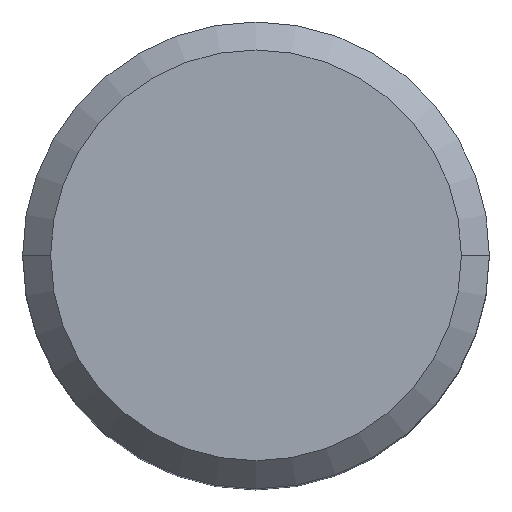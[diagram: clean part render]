
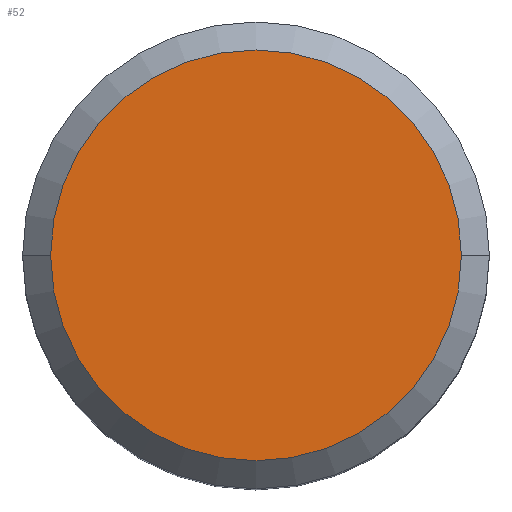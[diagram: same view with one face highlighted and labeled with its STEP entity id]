
A CAD part, top view. The second image highlights one B-rep face of the part: STEP entity #52.
In plain terms, the highlighted planar face has unit normal (0, 0, 1).
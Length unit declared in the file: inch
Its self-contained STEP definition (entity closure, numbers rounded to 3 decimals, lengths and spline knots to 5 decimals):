
#26 = DIRECTION ( 'NONE',  ( 1., 0., 0. ) ) ;
#30 = AXIS2_PLACEMENT_3D ( 'NONE', #191, #206, #459 ) ;
#33 = ORIENTED_EDGE ( 'NONE', *, *, #146, .T. ) ;
#36 = CARTESIAN_POINT ( 'NONE',  ( -0.11, 0., 0. ) ) ;
#52 = ADVANCED_FACE ( 'NONE', ( #202 ), #276, .F. ) ;
#58 = DIRECTION ( 'NONE',  ( 0., 0., 1. ) ) ;
#68 = ORIENTED_EDGE ( 'NONE', *, *, #170, .T. ) ;
#95 = AXIS2_PLACEMENT_3D ( 'NONE', #336, #58, #26 ) ;
#136 = DIRECTION ( 'NONE',  ( 0., 0., 1. ) ) ;
#143 = VERTEX_POINT ( 'NONE', #438 ) ;
#146 = EDGE_CURVE ( 'NONE', #205, #143, #352, .T. ) ;
#162 = AXIS2_PLACEMENT_3D ( 'NONE', #280, #136, #326 ) ;
#170 = EDGE_CURVE ( 'NONE', #143, #205, #401, .T. ) ;
#191 = CARTESIAN_POINT ( 'NONE',  ( 0., 0.11, 0. ) ) ;
#202 = FACE_OUTER_BOUND ( 'NONE', #385, .T. ) ;
#205 = VERTEX_POINT ( 'NONE', #36 ) ;
#206 = DIRECTION ( 'NONE',  ( 0., 0., -1. ) ) ;
#276 = PLANE ( 'NONE',  #30 ) ;
#280 = CARTESIAN_POINT ( 'NONE',  ( 0., 0., 0. ) ) ;
#326 = DIRECTION ( 'NONE',  ( 1., 0., 0. ) ) ;
#336 = CARTESIAN_POINT ( 'NONE',  ( 0., 0., 0. ) ) ;
#352 = CIRCLE ( 'NONE', #95, 0.11 ) ;
#385 = EDGE_LOOP ( 'NONE', ( #33, #68 ) ) ;
#401 = CIRCLE ( 'NONE', #162, 0.11 ) ;
#438 = CARTESIAN_POINT ( 'NONE',  ( 0.11, 0., 0. ) ) ;
#459 = DIRECTION ( 'NONE',  ( -1., 0., 0. ) ) ;
